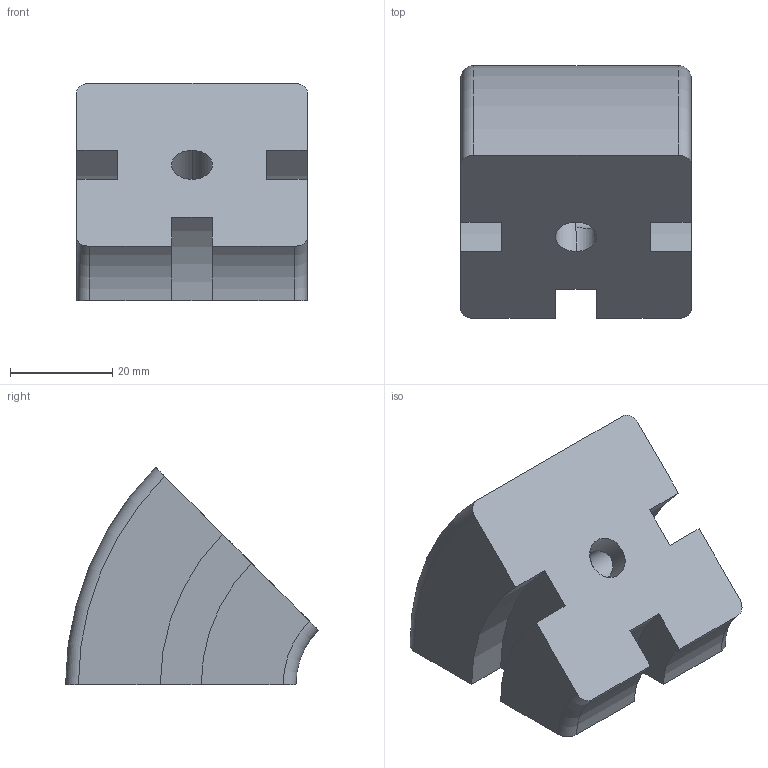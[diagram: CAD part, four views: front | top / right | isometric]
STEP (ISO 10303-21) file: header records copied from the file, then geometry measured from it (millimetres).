
FILE_DESCRIPTION (( 'STEP AP203' ), '1' );
FILE_NAME ('084.304.003.STEP', '2018-06-11T09:19:35', ( 'Localadmin' ), ( 'Microsoft' ), 'SwSTEP 2.0', 'SolidWorks 2016', '' );
FILE_SCHEMA (( 'CONFIG_CONTROL_DESIGN' ));
Length unit declared in the file: millimetre
Products named in the file (1): 084.304.003
Bounding box: 45 x 49.39 x 42.43 mm (x, y, z)
Volume: 52565.7 mm3; surface area: 11069.3 mm2
Topology: 1 solids, 1 shells, 36 faces, 100 edges, 62 vertices
Faces by surface type: cylinder 16, plane 12, cone 4, torus 4
Entity records: 1343 total; most frequent: CARTESIAN_POINT 331, DIRECTION 206, ORIENTED_EDGE 192, EDGE_CURVE 96, AXIS2_PLACEMENT_3D 79, VERTEX_POINT 62, VECTOR 48, LINE 48
